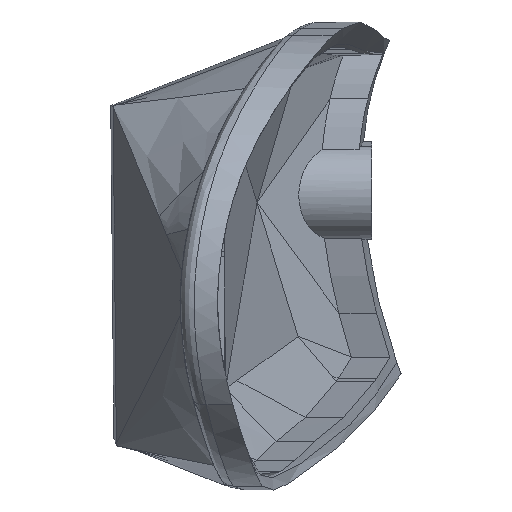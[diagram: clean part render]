
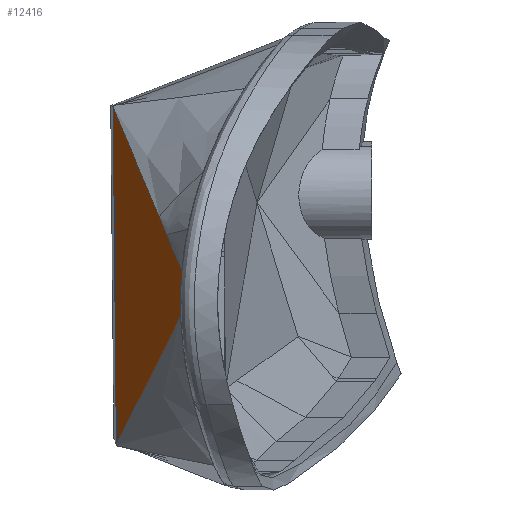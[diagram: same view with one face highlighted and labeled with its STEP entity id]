
A CAD part, left-side view. The second image highlights one B-rep face of the part: STEP entity #12416.
In plain terms, the highlighted planar face has unit normal (-0.334, 0.942, -0.042).
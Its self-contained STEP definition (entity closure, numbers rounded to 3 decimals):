
#268 = ORIENTED_EDGE ( 'NONE', *, *, #12841, .T. ) ;
#467 = LINE ( 'NONE', #4416, #8715 ) ;
#849 = EDGE_CURVE ( 'NONE', #5416, #7578, #467, .T. ) ;
#856 = CARTESIAN_POINT ( 'NONE',  ( 28.146, 90.691, 38.671 ) ) ;
#879 = CARTESIAN_POINT ( 'NONE',  ( 42.764, 96.486, 52.48 ) ) ;
#1001 = EDGE_CURVE ( 'NONE', #3228, #4141, #7300, .T. ) ;
#1015 = VERTEX_POINT ( 'NONE', #6637 ) ;
#1026 = B_SPLINE_CURVE_WITH_KNOTS ( 'NONE', 3,
 ( #11702, #3741, #9849, #2689 ),
 .UNSPECIFIED., .F., .F.,
 ( 4, 4 ),
 ( 0., 0.003 ),
 .UNSPECIFIED. ) ;
#1255 = DIRECTION ( 'NONE',  ( -0.811, -0.264, 0.521 ) ) ;
#1263 = ORIENTED_EDGE ( 'NONE', *, *, #5178, .F. ) ;
#1295 = CARTESIAN_POINT ( 'NONE',  ( 32.396, 92.371, 42.567 ) ) ;
#1390 = FACE_OUTER_BOUND ( 'NONE', #5123, .T. ) ;
#1850 = CARTESIAN_POINT ( 'NONE',  ( 28.737, 90.831, 37.09 ) ) ;
#2093 = CARTESIAN_POINT ( 'NONE',  ( 30.98, 91.811, 41.268 ) ) ;
#2178 = ORIENTED_EDGE ( 'NONE', *, *, #8641, .F. ) ;
#2447 = DIRECTION ( 'NONE',  ( -0.334, 0.942, -0.042 ) ) ;
#2547 = EDGE_CURVE ( 'NONE', #1015, #6393, #1026, .T. ) ;
#2689 = CARTESIAN_POINT ( 'NONE',  ( 32.396, 92.371, 42.567 ) ) ;
#3228 = VERTEX_POINT ( 'NONE', #4856 ) ;
#3741 = CARTESIAN_POINT ( 'NONE',  ( 33.685, 92.888, 43.928 ) ) ;
#4141 = VERTEX_POINT ( 'NONE', #9724 ) ;
#4348 = ORIENTED_EDGE ( 'NONE', *, *, #1001, .F. ) ;
#4416 = CARTESIAN_POINT ( 'NONE',  ( 47.051, 98.15, 55.734 ) ) ;
#4422 = CARTESIAN_POINT ( 'NONE',  ( 50.37, 97.758, 20.391 ) ) ;
#4554 = AXIS2_PLACEMENT_3D ( 'NONE', #4422, #2447, #1255 ) ;
#4856 = CARTESIAN_POINT ( 'NONE',  ( 28.146, 90.691, 38.671 ) ) ;
#4870 = CARTESIAN_POINT ( 'NONE',  ( 29.104, 90.887, 35.42 ) ) ;
#5115 = CARTESIAN_POINT ( 'NONE',  ( 28.146, 90.691, 38.671 ) ) ;
#5123 = EDGE_LOOP ( 'NONE', ( #4348, #1263, #12390, #2178, #8483, #268 ) ) ;
#5176 = CARTESIAN_POINT ( 'NONE',  ( 32.396, 92.371, 42.567 ) ) ;
#5178 = EDGE_CURVE ( 'NONE', #6393, #3228, #9281, .T. ) ;
#5326 = DIRECTION ( 'NONE',  ( 0.098, -0.009, -0.995 ) ) ;
#5416 = VERTEX_POINT ( 'NONE', #5569 ) ;
#5569 = CARTESIAN_POINT ( 'NONE',  ( 46.984, 98.157, 56.411 ) ) ;
#6393 = VERTEX_POINT ( 'NONE', #5176 ) ;
#6451 = B_SPLINE_CURVE_WITH_KNOTS ( 'NONE', 3,
 ( #6980, #879, #7970, #11068 ),
 .UNSPECIFIED., .F., .F.,
 ( 4, 4 ),
 ( 0.07, 0.088 ),
 .UNSPECIFIED. ) ;
#6628 = CARTESIAN_POINT ( 'NONE',  ( 50.583, 97.808, 19.822 ) ) ;
#6637 = CARTESIAN_POINT ( 'NONE',  ( 34.356, 93.155, 44.58 ) ) ;
#6980 = CARTESIAN_POINT ( 'NONE',  ( 46.984, 98.157, 56.411 ) ) ;
#7261 = CARTESIAN_POINT ( 'NONE',  ( 50.583, 97.808, 19.822 ) ) ;
#7300 = B_SPLINE_CURVE_WITH_KNOTS ( 'NONE', 3,
 ( #856, #10857, #1850, #4870, #12704, #9804 ),
 .UNSPECIFIED., .F., .F.,
 ( 4, 2, 4 ),
 ( 0.002, 0.004, 0.007 ),
 .UNSPECIFIED. ) ;
#7548 = CARTESIAN_POINT ( 'NONE',  ( 36.317, 93.162, 29.082 ) ) ;
#7578 = VERTEX_POINT ( 'NONE', #7261 ) ;
#7970 = CARTESIAN_POINT ( 'NONE',  ( 38.551, 94.818, 48.54 ) ) ;
#8483 = ORIENTED_EDGE ( 'NONE', *, *, #849, .T. ) ;
#8641 = EDGE_CURVE ( 'NONE', #5416, #1015, #6451, .T. ) ;
#8715 = VECTOR ( 'NONE', #5326, 1000. ) ;
#9281 = B_SPLINE_CURVE_WITH_KNOTS ( 'NONE', 3,
 ( #1295, #2093, #12285, #5115 ),
 .UNSPECIFIED., .F., .F.,
 ( 4, 4 ),
 ( 0.004, 0.01 ),
 .UNSPECIFIED. ) ;
#9724 = CARTESIAN_POINT ( 'NONE',  ( 29.19, 90.842, 33.724 ) ) ;
#9728 = CARTESIAN_POINT ( 'NONE',  ( 43.448, 95.485, 24.449 ) ) ;
#9804 = CARTESIAN_POINT ( 'NONE',  ( 29.19, 90.842, 33.724 ) ) ;
#9849 = CARTESIAN_POINT ( 'NONE',  ( 33.02, 92.623, 43.269 ) ) ;
#10268 = PLANE ( 'NONE',  #4554 ) ;
#10767 = B_SPLINE_CURVE_WITH_KNOTS ( 'NONE', 3,
 ( #6628, #9728, #7548, #12765 ),
 .UNSPECIFIED., .F., .F.,
 ( 4, 4 ),
 ( 0.038, 0.064 ),
 .UNSPECIFIED. ) ;
#10857 = CARTESIAN_POINT ( 'NONE',  ( 28.471, 90.772, 37.894 ) ) ;
#11068 = CARTESIAN_POINT ( 'NONE',  ( 34.356, 93.155, 44.58 ) ) ;
#11702 = CARTESIAN_POINT ( 'NONE',  ( 34.356, 93.155, 44.58 ) ) ;
#12285 = CARTESIAN_POINT ( 'NONE',  ( 29.563, 91.251, 39.969 ) ) ;
#12390 = ORIENTED_EDGE ( 'NONE', *, *, #2547, .F. ) ;
#12416 = ADVANCED_FACE ( 'NONE', ( #1390 ), #10268, .T. ) ;
#12704 = CARTESIAN_POINT ( 'NONE',  ( 29.199, 90.883, 34.577 ) ) ;
#12765 = CARTESIAN_POINT ( 'NONE',  ( 29.19, 90.842, 33.724 ) ) ;
#12841 = EDGE_CURVE ( 'NONE', #7578, #4141, #10767, .T. ) ;
